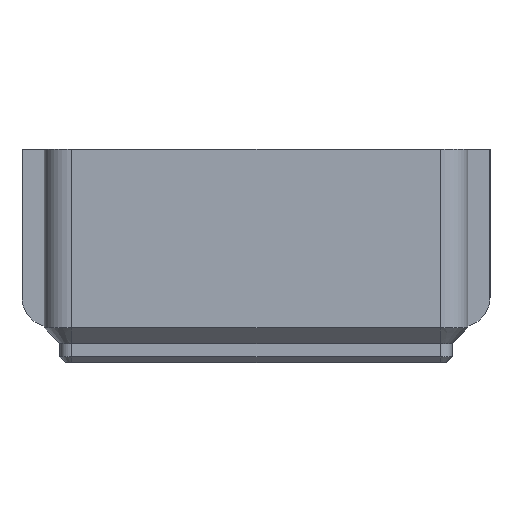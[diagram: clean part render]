
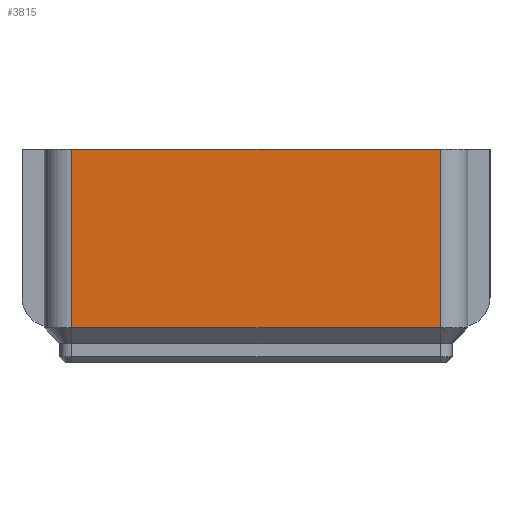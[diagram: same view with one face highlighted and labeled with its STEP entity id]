
A CAD part, left-side view. The second image highlights one B-rep face of the part: STEP entity #3815.
In plain terms, the highlighted planar face has unit normal (-1, 0, 0).
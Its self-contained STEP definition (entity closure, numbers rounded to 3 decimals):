
#162=PLANE('',#4201);
#271=LINE('',#5748,#656);
#497=LINE('',#6346,#882);
#552=LINE('',#6565,#937);
#553=LINE('',#6567,#938);
#656=VECTOR('',#4444,10.);
#882=VECTOR('',#5028,10.);
#937=VECTOR('',#5329,10.);
#938=VECTOR('',#5332,10.);
#1216=FACE_OUTER_BOUND('',#1432,.T.);
#1432=EDGE_LOOP('',(#3596,#3597,#3598,#3599));
#1703=VERTEX_POINT('',#5745);
#1704=VERTEX_POINT('',#5747);
#1896=VERTEX_POINT('',#6341);
#1897=VERTEX_POINT('',#6345);
#2079=EDGE_CURVE('',#1704,#1703,#271,.T.);
#2383=EDGE_CURVE('',#1897,#1896,#497,.T.);
#2492=EDGE_CURVE('',#1704,#1897,#552,.T.);
#2493=EDGE_CURVE('',#1896,#1703,#553,.T.);
#3596=ORIENTED_EDGE('',*,*,#2492,.F.);
#3597=ORIENTED_EDGE('',*,*,#2079,.T.);
#3598=ORIENTED_EDGE('',*,*,#2493,.F.);
#3599=ORIENTED_EDGE('',*,*,#2383,.F.);
#3815=ADVANCED_FACE('',(#1216),#162,.T.);
#4201=AXIS2_PLACEMENT_3D('',#6566,#5330,#5331);
#4444=DIRECTION('',(0.,1.,0.));
#5028=DIRECTION('',(0.,1.,0.));
#5329=DIRECTION('',(0.,0.,-1.));
#5330=DIRECTION('center_axis',(-1.,0.,0.));
#5331=DIRECTION('ref_axis',(0.,-1.,0.));
#5332=DIRECTION('',(0.,0.,1.));
#5745=CARTESIAN_POINT('',(0.,53.75,24.));
#5747=CARTESIAN_POINT('',(0.,3.75,24.));
#5748=CARTESIAN_POINT('',(0.,43.125,24.));
#6341=CARTESIAN_POINT('',(0.,53.75,-0.25));
#6345=CARTESIAN_POINT('',(0.,3.75,-0.25));
#6346=CARTESIAN_POINT('',(0.,9.,-0.25));
#6565=CARTESIAN_POINT('',(0.,3.75,0.));
#6566=CARTESIAN_POINT('Origin',(0.,57.5,0.));
#6567=CARTESIAN_POINT('',(0.,53.75,0.));
